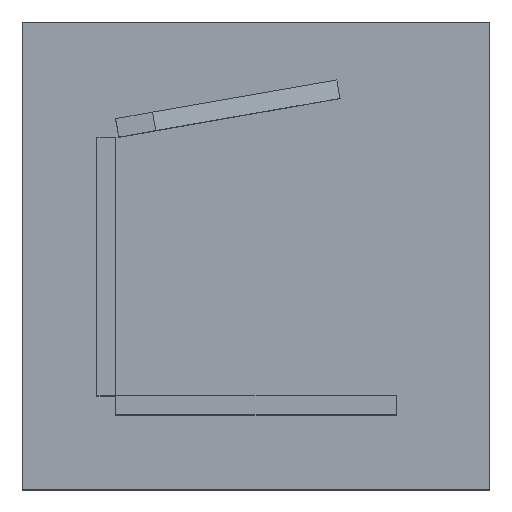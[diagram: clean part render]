
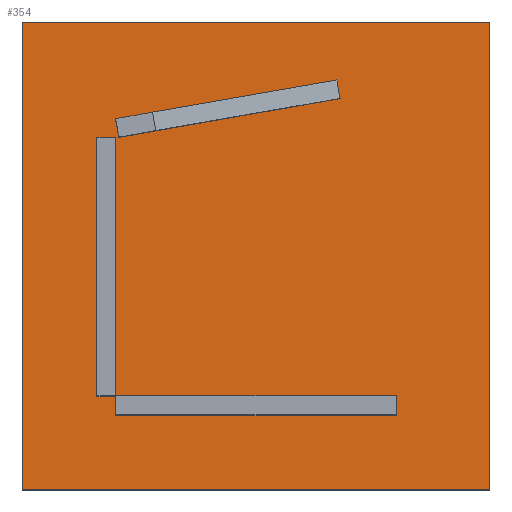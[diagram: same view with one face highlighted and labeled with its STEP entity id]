
A CAD part, top view. The second image highlights one B-rep face of the part: STEP entity #354.
In plain terms, the highlighted planar face has unit normal (0, 0, 1).
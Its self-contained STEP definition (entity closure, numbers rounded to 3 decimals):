
#14 = CARTESIAN_POINT ( 'NONE',  ( 0., 0., 10. ) ) ;
#32 = DIRECTION ( 'NONE',  ( -1., 0., 0. ) ) ;
#45 = CARTESIAN_POINT ( 'NONE',  ( 0., 0., 10. ) ) ;
#48 = VECTOR ( 'NONE', #462, 1000. ) ;
#50 = ORIENTED_EDGE ( 'NONE', *, *, #628, .T. ) ;
#62 = CARTESIAN_POINT ( 'NONE',  ( 0., 250., 10. ) ) ;
#63 = EDGE_CURVE ( 'NONE', #1107, #189, #172, .T. ) ;
#69 = FACE_OUTER_BOUND ( 'NONE', #845, .T. ) ;
#169 = CARTESIAN_POINT ( 'NONE',  ( 0., 0., 10. ) ) ;
#172 = LINE ( 'NONE', #169, #479 ) ;
#189 = VERTEX_POINT ( 'NONE', #45 ) ;
#234 = VECTOR ( 'NONE', #32, 1000. ) ;
#287 = DIRECTION ( 'NONE',  ( 0., -1., 0. ) ) ;
#323 = VECTOR ( 'NONE', #1053, 1000. ) ;
#328 = CARTESIAN_POINT ( 'NONE',  ( 250., 0., 10. ) ) ;
#343 = AXIS2_PLACEMENT_3D ( 'NONE', #747, #912, #1112 ) ;
#354 = ADVANCED_FACE ( 'NONE', ( #69 ), #470, .F. ) ;
#361 = VERTEX_POINT ( 'NONE', #892 ) ;
#401 = VERTEX_POINT ( 'NONE', #328 ) ;
#462 = DIRECTION ( 'NONE',  ( 0., 1., 0. ) ) ;
#470 = PLANE ( 'NONE',  #343 ) ;
#479 = VECTOR ( 'NONE', #287, 1000. ) ;
#612 = ORIENTED_EDGE ( 'NONE', *, *, #927, .T. ) ;
#628 = EDGE_CURVE ( 'NONE', #361, #1107, #957, .T. ) ;
#647 = LINE ( 'NONE', #14, #323 ) ;
#747 = CARTESIAN_POINT ( 'NONE',  ( 0., 0., 10. ) ) ;
#754 = EDGE_CURVE ( 'NONE', #189, #401, #647, .T. ) ;
#845 = EDGE_LOOP ( 'NONE', ( #1019, #939, #612, #50 ) ) ;
#892 = CARTESIAN_POINT ( 'NONE',  ( 250., 250., 10. ) ) ;
#912 = DIRECTION ( 'NONE',  ( 0., 0., -1. ) ) ;
#927 = EDGE_CURVE ( 'NONE', #401, #361, #1016, .T. ) ;
#939 = ORIENTED_EDGE ( 'NONE', *, *, #754, .T. ) ;
#957 = LINE ( 'NONE', #1153, #234 ) ;
#968 = CARTESIAN_POINT ( 'NONE',  ( 250., 0., 10. ) ) ;
#1016 = LINE ( 'NONE', #968, #48 ) ;
#1019 = ORIENTED_EDGE ( 'NONE', *, *, #63, .T. ) ;
#1053 = DIRECTION ( 'NONE',  ( 1., 0., 0. ) ) ;
#1107 = VERTEX_POINT ( 'NONE', #62 ) ;
#1112 = DIRECTION ( 'NONE',  ( -1., 0., 0. ) ) ;
#1153 = CARTESIAN_POINT ( 'NONE',  ( 0., 250., 10. ) ) ;
